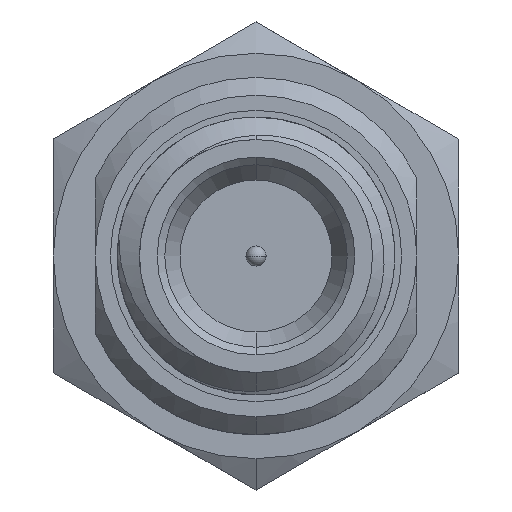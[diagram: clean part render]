
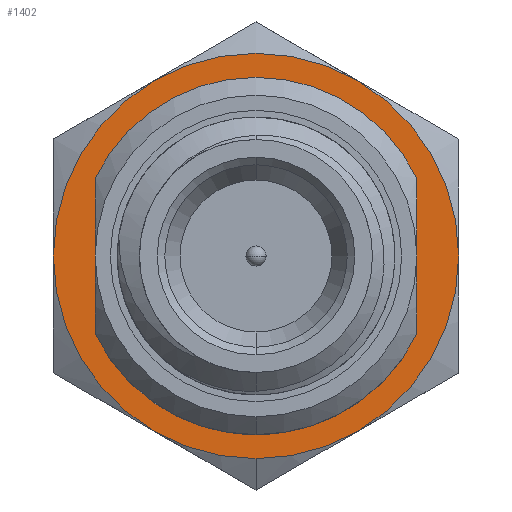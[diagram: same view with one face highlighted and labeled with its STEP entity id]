
A CAD part, left-side view. The second image highlights one B-rep face of the part: STEP entity #1402.
In plain terms, the highlighted planar face has unit normal (-1, 0, 0).
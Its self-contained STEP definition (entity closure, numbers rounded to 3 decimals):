
#11 = CARTESIAN_POINT ( 'NONE',  ( -9.951, 0., -3.175 ) ) ;
#88 = DIRECTION ( 'NONE',  ( 0., 0., 1. ) ) ;
#129 = AXIS2_PLACEMENT_3D ( 'NONE', #1759, #5873, #4592 ) ;
#175 = CARTESIAN_POINT ( 'NONE',  ( -9.951, 0., 0. ) ) ;
#262 = CIRCLE ( 'NONE', #3349, 3.175 ) ;
#385 = CIRCLE ( 'NONE', #5202, 4. ) ;
#542 = DIRECTION ( 'NONE',  ( 0., 0., 1. ) ) ;
#563 = DIRECTION ( 'NONE',  ( -1., 0., 0. ) ) ;
#590 = ORIENTED_EDGE ( 'NONE', *, *, #3706, .T. ) ;
#629 = CARTESIAN_POINT ( 'NONE',  ( -9.951, 0., 0. ) ) ;
#685 = CIRCLE ( 'NONE', #4256, 3.175 ) ;
#690 = DIRECTION ( 'NONE',  ( -1., 0., 0. ) ) ;
#802 = VERTEX_POINT ( 'NONE', #4172 ) ;
#966 = ORIENTED_EDGE ( 'NONE', *, *, #1569, .T. ) ;
#1018 = DIRECTION ( 'NONE',  ( -1., 0., 0. ) ) ;
#1022 = DIRECTION ( 'NONE',  ( -1., 0., 0. ) ) ;
#1029 = DIRECTION ( 'NONE',  ( 0., 0., 1. ) ) ;
#1038 = DIRECTION ( 'NONE',  ( 0., 0., 1. ) ) ;
#1045 = ORIENTED_EDGE ( 'NONE', *, *, #4689, .T. ) ;
#1073 = VERTEX_POINT ( 'NONE', #4769 ) ;
#1087 = DIRECTION ( 'NONE',  ( -1., 0., 0. ) ) ;
#1111 = DIRECTION ( 'NONE',  ( 0., 0., 1. ) ) ;
#1237 = CARTESIAN_POINT ( 'NONE',  ( -9.951, 0., -4. ) ) ;
#1240 = VERTEX_POINT ( 'NONE', #1237 ) ;
#1402 = ADVANCED_FACE ( 'NONE', ( #1936, #3778 ), #5618, .T. ) ;
#1569 = EDGE_CURVE ( 'NONE', #3006, #3031, #3895, .T. ) ;
#1624 = DIRECTION ( 'NONE',  ( 0., 0., 1. ) ) ;
#1738 = EDGE_CURVE ( 'NONE', #802, #3006, #2152, .T. ) ;
#1759 = CARTESIAN_POINT ( 'NONE',  ( -9.951, 0., 0. ) ) ;
#1863 = CARTESIAN_POINT ( 'NONE',  ( -9.951, 0., 0. ) ) ;
#1936 = FACE_BOUND ( 'NONE', #5234, .T. ) ;
#2152 = CIRCLE ( 'NONE', #129, 4. ) ;
#2222 = ORIENTED_EDGE ( 'NONE', *, *, #3380, .T. ) ;
#2409 = CIRCLE ( 'NONE', #3079, 4. ) ;
#2581 = ORIENTED_EDGE ( 'NONE', *, *, #1738, .T. ) ;
#2732 = VERTEX_POINT ( 'NONE', #3067 ) ;
#2753 = EDGE_CURVE ( 'NONE', #5323, #1073, #685, .T. ) ;
#2869 = DIRECTION ( 'NONE',  ( 0., 0., 1. ) ) ;
#2950 = CIRCLE ( 'NONE', #5155, 4. ) ;
#2963 = DIRECTION ( 'NONE',  ( 0., 0., 1. ) ) ;
#3006 = VERTEX_POINT ( 'NONE', #3977 ) ;
#3013 = CARTESIAN_POINT ( 'NONE',  ( -9.951, 0., 0. ) ) ;
#3031 = VERTEX_POINT ( 'NONE', #5361 ) ;
#3067 = CARTESIAN_POINT ( 'NONE',  ( -9.951, -4., 0. ) ) ;
#3079 = AXIS2_PLACEMENT_3D ( 'NONE', #3490, #3921, #5267 ) ;
#3176 = ORIENTED_EDGE ( 'NONE', *, *, #5773, .F. ) ;
#3309 = VERTEX_POINT ( 'NONE', #4160 ) ;
#3327 = CARTESIAN_POINT ( 'NONE',  ( -9.951, 0., 0. ) ) ;
#3339 = EDGE_CURVE ( 'NONE', #3309, #2732, #385, .T. ) ;
#3349 = AXIS2_PLACEMENT_3D ( 'NONE', #3327, #5161, #1029 ) ;
#3380 = EDGE_CURVE ( 'NONE', #3616, #802, #2409, .T. ) ;
#3490 = CARTESIAN_POINT ( 'NONE',  ( -9.951, 0., 0. ) ) ;
#3616 = VERTEX_POINT ( 'NONE', #3753 ) ;
#3706 = EDGE_CURVE ( 'NONE', #1240, #3309, #4201, .T. ) ;
#3708 = DIRECTION ( 'NONE',  ( -1., 0., 0. ) ) ;
#3753 = CARTESIAN_POINT ( 'NONE',  ( -9.951, -2., 3.464 ) ) ;
#3778 = FACE_OUTER_BOUND ( 'NONE', #5008, .T. ) ;
#3895 = CIRCLE ( 'NONE', #4451, 4. ) ;
#3921 = DIRECTION ( 'NONE',  ( -1., 0., 0. ) ) ;
#3977 = CARTESIAN_POINT ( 'NONE',  ( -9.951, 4., 0. ) ) ;
#3978 = AXIS2_PLACEMENT_3D ( 'NONE', #5152, #1022, #2869 ) ;
#4000 = EDGE_CURVE ( 'NONE', #2732, #3616, #2950, .T. ) ;
#4160 = CARTESIAN_POINT ( 'NONE',  ( -9.951, -2., -3.464 ) ) ;
#4172 = CARTESIAN_POINT ( 'NONE',  ( -9.951, 2., 3.464 ) ) ;
#4201 = CIRCLE ( 'NONE', #5942, 4. ) ;
#4256 = AXIS2_PLACEMENT_3D ( 'NONE', #3013, #5245, #1111 ) ;
#4320 = CARTESIAN_POINT ( 'NONE',  ( -9.951, 0., 0. ) ) ;
#4451 = AXIS2_PLACEMENT_3D ( 'NONE', #629, #690, #1624 ) ;
#4592 = DIRECTION ( 'NONE',  ( 0., 0., 1. ) ) ;
#4689 = EDGE_CURVE ( 'NONE', #3031, #1240, #5355, .T. ) ;
#4769 = CARTESIAN_POINT ( 'NONE',  ( -9.951, 0., 3.175 ) ) ;
#4792 = ORIENTED_EDGE ( 'NONE', *, *, #2753, .F. ) ;
#5008 = EDGE_LOOP ( 'NONE', ( #5097, #2222, #2581, #966, #1045, #590, #5840 ) ) ;
#5097 = ORIENTED_EDGE ( 'NONE', *, *, #4000, .T. ) ;
#5152 = CARTESIAN_POINT ( 'NONE',  ( -9.951, -3.175, 0. ) ) ;
#5155 = AXIS2_PLACEMENT_3D ( 'NONE', #4320, #1018, #542 ) ;
#5161 = DIRECTION ( 'NONE',  ( -1., 0., 0. ) ) ;
#5202 = AXIS2_PLACEMENT_3D ( 'NONE', #1863, #3708, #88 ) ;
#5221 = CARTESIAN_POINT ( 'NONE',  ( -9.951, 0., 0. ) ) ;
#5234 = EDGE_LOOP ( 'NONE', ( #3176, #4792 ) ) ;
#5245 = DIRECTION ( 'NONE',  ( -1., 0., 0. ) ) ;
#5267 = DIRECTION ( 'NONE',  ( 0., 0., 1. ) ) ;
#5323 = VERTEX_POINT ( 'NONE', #11 ) ;
#5355 = CIRCLE ( 'NONE', #5556, 4. ) ;
#5361 = CARTESIAN_POINT ( 'NONE',  ( -9.951, 2., -3.464 ) ) ;
#5556 = AXIS2_PLACEMENT_3D ( 'NONE', #175, #563, #1038 ) ;
#5618 = PLANE ( 'NONE',  #3978 ) ;
#5773 = EDGE_CURVE ( 'NONE', #1073, #5323, #262, .T. ) ;
#5840 = ORIENTED_EDGE ( 'NONE', *, *, #3339, .T. ) ;
#5873 = DIRECTION ( 'NONE',  ( -1., 0., 0. ) ) ;
#5942 = AXIS2_PLACEMENT_3D ( 'NONE', #5221, #1087, #2963 ) ;
